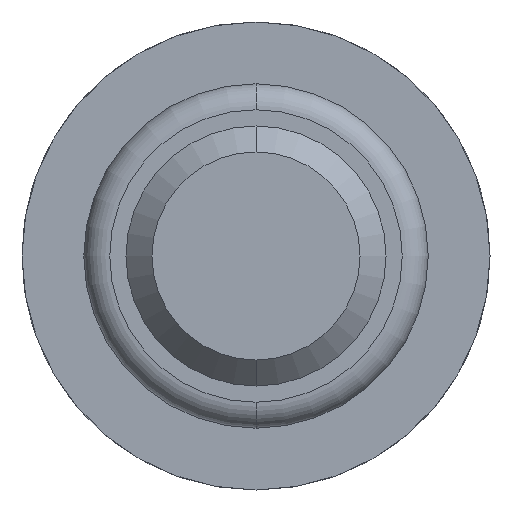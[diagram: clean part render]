
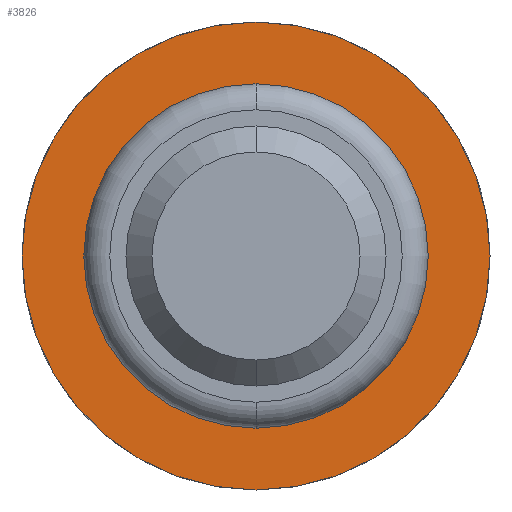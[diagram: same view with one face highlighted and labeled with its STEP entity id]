
A CAD part, front view. The second image highlights one B-rep face of the part: STEP entity #3826.
In plain terms, the highlighted planar face has unit normal (0, -1, 0).
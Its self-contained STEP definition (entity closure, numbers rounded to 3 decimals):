
#7 = DIRECTION ( 'NONE',  ( 0., 0., 1. ) ) ;
#24 = AXIS2_PLACEMENT_3D ( 'NONE', #3064, #2309, #2692 ) ;
#130 = CIRCLE ( 'NONE', #2744, 1.325 ) ;
#304 = CARTESIAN_POINT ( 'NONE',  ( 0., -1.8, 0. ) ) ;
#353 = DIRECTION ( 'NONE',  ( 0., 0., 1. ) ) ;
#453 = CARTESIAN_POINT ( 'NONE',  ( 0., -1.8, 1.325 ) ) ;
#483 = AXIS2_PLACEMENT_3D ( 'NONE', #3891, #1702, #1007 ) ;
#688 = FACE_OUTER_BOUND ( 'NONE', #3971, .T. ) ;
#771 = CIRCLE ( 'NONE', #2489, 1.8 ) ;
#845 = EDGE_CURVE ( 'Defeature ausgef�hrt3_13+Defeature ausgef�hrt3_14+Defeature ausgef�hrt3_14+Defeature ausgef�hrt3_14', #2977, #4348, #130, .T. ) ;
#935 = ORIENTED_EDGE ( 'NONE', *, *, #1910, .F. ) ;
#1007 = DIRECTION ( 'NONE',  ( 0., 0., 1. ) ) ;
#1054 = DIRECTION ( 'NONE',  ( 0., 1., 0. ) ) ;
#1355 = FACE_BOUND ( 'NONE', #4119, .T. ) ;
#1365 = AXIS2_PLACEMENT_3D ( 'NONE', #3504, #1054, #7 ) ;
#1371 = DIRECTION ( 'NONE',  ( 0., 1., 0. ) ) ;
#1702 = DIRECTION ( 'NONE',  ( 0., 1., 0. ) ) ;
#1721 = EDGE_CURVE ( 'Defeature ausgef�hrt3_12+Defeature ausgef�hrt3_13+Defeature ausgef�hrt3_13+Defeature ausgef�hrt3_13', #3602, #2945, #2029, .T. ) ;
#1723 = ORIENTED_EDGE ( 'NONE', *, *, #1721, .F. ) ;
#1910 = EDGE_CURVE ( 'Defeature ausgef�hrt3_12+Defeature ausgef�hrt3_13+Defeature ausgef�hrt3_13+Defeature ausgef�hrt3_13', #2945, #3602, #771, .T. ) ;
#2029 = CIRCLE ( 'NONE', #24, 1.8 ) ;
#2074 = ORIENTED_EDGE ( 'NONE', *, *, #4620, .T. ) ;
#2101 = PLANE ( 'NONE',  #1365 ) ;
#2309 = DIRECTION ( 'NONE',  ( 0., 1., 0. ) ) ;
#2489 = AXIS2_PLACEMENT_3D ( 'NONE', #304, #1371, #353 ) ;
#2692 = DIRECTION ( 'NONE',  ( 0., 0., 1. ) ) ;
#2744 = AXIS2_PLACEMENT_3D ( 'NONE', #2957, #4395, #2931 ) ;
#2797 = CIRCLE ( 'NONE', #483, 1.325 ) ;
#2931 = DIRECTION ( 'NONE',  ( 0., 0., 1. ) ) ;
#2945 = VERTEX_POINT ( 'NONE', #2974 ) ;
#2957 = CARTESIAN_POINT ( 'NONE',  ( 0., -1.8, 0. ) ) ;
#2974 = CARTESIAN_POINT ( 'NONE',  ( 0., -1.8, 1.8 ) ) ;
#2977 = VERTEX_POINT ( 'NONE', #3402 ) ;
#3064 = CARTESIAN_POINT ( 'NONE',  ( 0., -1.8, 0. ) ) ;
#3402 = CARTESIAN_POINT ( 'NONE',  ( 0., -1.8, -1.325 ) ) ;
#3504 = CARTESIAN_POINT ( 'NONE',  ( 1.8, -1.8, 0. ) ) ;
#3602 = VERTEX_POINT ( 'NONE', #3736 ) ;
#3736 = CARTESIAN_POINT ( 'NONE',  ( 0., -1.8, -1.8 ) ) ;
#3826 = ADVANCED_FACE ( 'Defeature ausgef�hrt3_13', ( #688, #1355 ), #2101, .F. ) ;
#3891 = CARTESIAN_POINT ( 'NONE',  ( 0., -1.8, 0. ) ) ;
#3971 = EDGE_LOOP ( 'NONE', ( #935, #1723 ) ) ;
#3977 = ORIENTED_EDGE ( 'NONE', *, *, #845, .T. ) ;
#4119 = EDGE_LOOP ( 'NONE', ( #2074, #3977 ) ) ;
#4348 = VERTEX_POINT ( 'NONE', #453 ) ;
#4395 = DIRECTION ( 'NONE',  ( 0., 1., 0. ) ) ;
#4620 = EDGE_CURVE ( 'Defeature ausgef�hrt3_13+Defeature ausgef�hrt3_14+Defeature ausgef�hrt3_14+Defeature ausgef�hrt3_14', #4348, #2977, #2797, .T. ) ;
